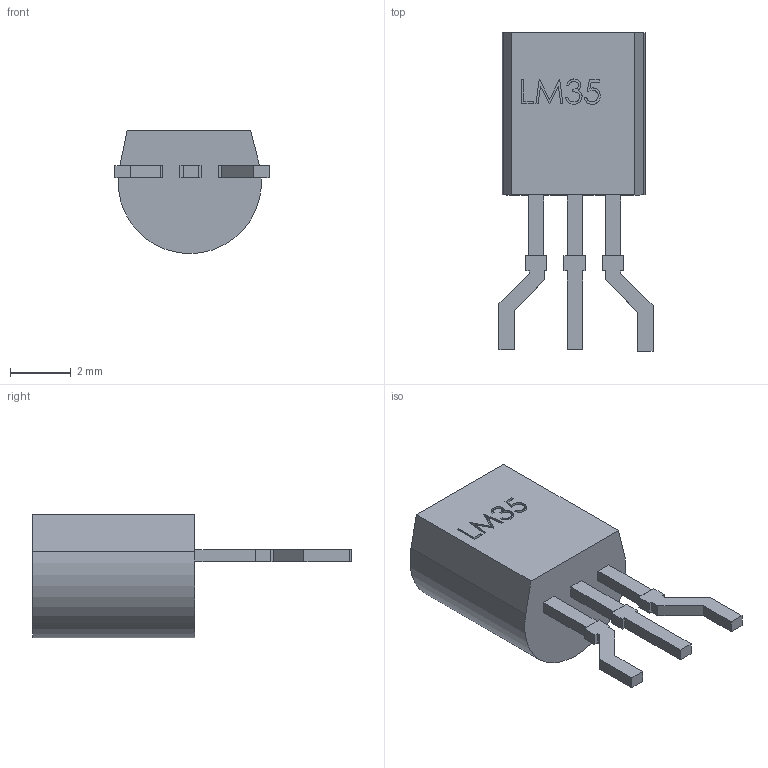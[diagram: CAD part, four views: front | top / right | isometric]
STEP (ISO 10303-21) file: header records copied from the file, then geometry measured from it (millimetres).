
FILE_DESCRIPTION (( 'STEP AP214' ), '1' );
FILE_NAME ('Lm35.STEP', '2020-09-20T07:37:45', ( 'Windows User' ), ( '' ), 'SwSTEP 2.0', 'SolidWorks 2016', '' );
FILE_SCHEMA (( 'AUTOMOTIVE_DESIGN' ));
Length unit declared in the file: millimetre
Products named in the file (1): Lm35
Bounding box: 5.07 x 10.49 x 4.06 mm (x, y, z)
Volume: 90.1 mm3; surface area: 146.2 mm2
Topology: 1 solids, 1 shells, 119 faces, 321 edges, 212 vertices
Faces by surface type: plane 95, bspline 22, cylinder 2
Entity records: 6032 total; most frequent: CARTESIAN_POINT 1955, ORIENTED_EDGE 642, DIRECTION 477, EDGE_CURVE 321, VECTOR 273, LINE 273, VERTEX_POINT 212, EDGE_LOOP 127
